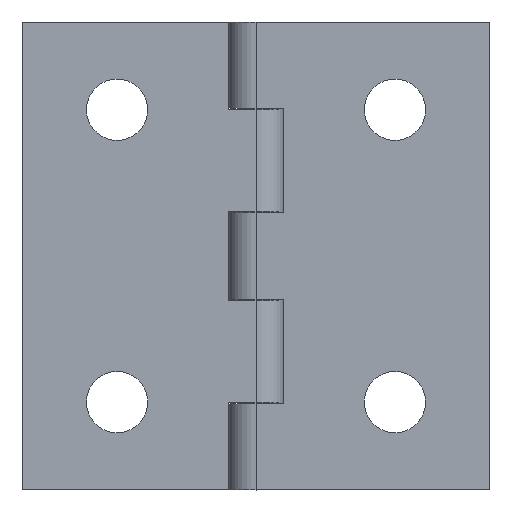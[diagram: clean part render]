
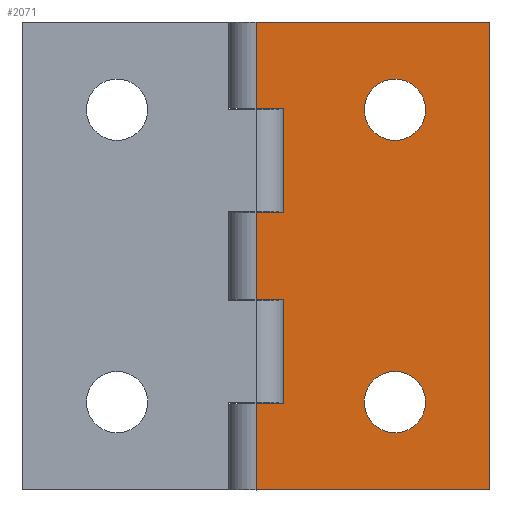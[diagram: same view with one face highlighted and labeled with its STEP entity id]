
A CAD part, top view. The second image highlights one B-rep face of the part: STEP entity #2071.
In plain terms, the highlighted planar face has unit normal (0, 0, 1).
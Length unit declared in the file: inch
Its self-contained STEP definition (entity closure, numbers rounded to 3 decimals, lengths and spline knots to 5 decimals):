
#220 = EDGE_CURVE ( 'NONE', #1536, #1578, #442, .T. ) ;
#231 = EDGE_CURVE ( 'NONE', #1534, #1570, #447, .T. ) ;
#233 = EDGE_CURVE ( 'NONE', #1530, #1563, #449, .T. ) ;
#246 = EDGE_CURVE ( 'NONE', #1581, #2015, #818, .T. ) ;
#247 = EDGE_CURVE ( 'NONE', #2015, #2011, #822, .T. ) ;
#248 = EDGE_CURVE ( 'NONE', #2011, #1572, #827, .T. ) ;
#249 = EDGE_CURVE ( 'NONE', #1571, #2008, #826, .T. ) ;
#250 = EDGE_CURVE ( 'NONE', #2008, #2010, #834, .T. ) ;
#251 = EDGE_CURVE ( 'NONE', #1578, #2010, #844, .T. ) ;
#252 = EDGE_CURVE ( 'NONE', #1536, #2004, #847, .T. ) ;
#253 = EDGE_CURVE ( 'NONE', #2004, #2009, #833, .T. ) ;
#254 = EDGE_CURVE ( 'NONE', #2009, #1995, #842, .T. ) ;
#255 = EDGE_CURVE ( 'NONE', #1570, #1534, #838, .T. ) ;
#256 = EDGE_CURVE ( 'NONE', #1563, #1530, #836, .T. ) ;
#282 = AXIS2_PLACEMENT_3D ( 'NONE', #2060, #2065, #853 ) ;
#283 = AXIS2_PLACEMENT_3D ( 'NONE', #851, #850, #849 ) ;
#287 = AXIS2_PLACEMENT_3D ( 'NONE', #869, #870, #871 ) ;
#288 = AXIS2_PLACEMENT_3D ( 'NONE', #872, #873, #874 ) ;
#398 = VECTOR ( 'NONE', #1515, 39.37008 ) ;
#442 = LINE ( 'NONE', #1518, #398 ) ;
#447 = CIRCLE ( 'NONE', #282, 0.0655 ) ;
#449 = CIRCLE ( 'NONE', #283, 0.0655 ) ;
#628 = EDGE_CURVE ( 'NONE', #1581, #1995, #1237, .T. ) ;
#636 = EDGE_CURVE ( 'NONE', #1571, #1572, #1249, .T. ) ;
#678 = CARTESIAN_POINT ( 'NONE',  ( 0., -0.093, 0.05906 ) ) ;
#686 = CARTESIAN_POINT ( 'NONE',  ( 0.05906, -0.316, 0.05906 ) ) ;
#690 = CARTESIAN_POINT ( 'NONE',  ( 0.5, 0.5, 0.05906 ) ) ;
#691 = CARTESIAN_POINT ( 'NONE',  ( 0.05906, -0.093, 0.05906 ) ) ;
#692 = CARTESIAN_POINT ( 'NONE',  ( 0.5, -0.5, 0.05906 ) ) ;
#693 = CARTESIAN_POINT ( 'NONE',  ( 0.05906, 0.316, 0.05906 ) ) ;
#697 = CARTESIAN_POINT ( 'NONE',  ( 0.05906, 0.093, 0.05906 ) ) ;
#730 = DIRECTION ( 'NONE',  ( 0., -1., 0. ) ) ;
#731 = CARTESIAN_POINT ( 'NONE',  ( 0., 0.5, 0.05906 ) ) ;
#752 = CARTESIAN_POINT ( 'NONE',  ( 0.36238, -0.3125, 0.05906 ) ) ;
#760 = CARTESIAN_POINT ( 'NONE',  ( 0.36238, 0.3125, 0.05906 ) ) ;
#762 = CARTESIAN_POINT ( 'NONE',  ( 0., -0.316, 0.05906 ) ) ;
#764 = CARTESIAN_POINT ( 'NONE',  ( 0., 0.5, 0.05906 ) ) ;
#767 = CARTESIAN_POINT ( 'NONE',  ( 0.23137, -0.3125, 0.05906 ) ) ;
#769 = CARTESIAN_POINT ( 'NONE',  ( 0.23137, 0.3125, 0.05906 ) ) ;
#770 = CARTESIAN_POINT ( 'NONE',  ( 0., 0.316, 0.05906 ) ) ;
#774 = CARTESIAN_POINT ( 'NONE',  ( 0., -0.5, 0.05906 ) ) ;
#777 = CARTESIAN_POINT ( 'NONE',  ( 0., 0.093, 0.05906 ) ) ;
#818 = LINE ( 'NONE', #1900, #829 ) ;
#822 = LINE ( 'NONE', #1141, #831 ) ;
#826 = LINE ( 'NONE', #854, #845 ) ;
#827 = LINE ( 'NONE', #1445, #830 ) ;
#829 = VECTOR ( 'NONE', #1140, 39.37008 ) ;
#830 = VECTOR ( 'NONE', #857, 39.37008 ) ;
#831 = VECTOR ( 'NONE', #856, 39.37008 ) ;
#833 = LINE ( 'NONE', #855, #837 ) ;
#834 = LINE ( 'NONE', #860, #846 ) ;
#836 = CIRCLE ( 'NONE', #288, 0.0655 ) ;
#837 = VECTOR ( 'NONE', #866, 39.37008 ) ;
#838 = CIRCLE ( 'NONE', #287, 0.0655 ) ;
#839 = VECTOR ( 'NONE', #867, 39.37008 ) ;
#840 = VECTOR ( 'NONE', #865, 39.37008 ) ;
#841 = VECTOR ( 'NONE', #863, 39.37008 ) ;
#842 = LINE ( 'NONE', #858, #839 ) ;
#844 = LINE ( 'NONE', #862, #841 ) ;
#845 = VECTOR ( 'NONE', #859, 39.37008 ) ;
#846 = VECTOR ( 'NONE', #861, 39.37008 ) ;
#847 = LINE ( 'NONE', #864, #840 ) ;
#849 = DIRECTION ( 'NONE',  ( -1., 0., 0. ) ) ;
#850 = DIRECTION ( 'NONE',  ( 0., 0., -1. ) ) ;
#851 = CARTESIAN_POINT ( 'NONE',  ( 0.29688, -0.3125, 0.05906 ) ) ;
#853 = DIRECTION ( 'NONE',  ( -1., 0., 0. ) ) ;
#854 = CARTESIAN_POINT ( 'NONE',  ( 0.5, 0.5, 0.05906 ) ) ;
#855 = CARTESIAN_POINT ( 'NONE',  ( 0.05906, -0.093, 0.05906 ) ) ;
#856 = DIRECTION ( 'NONE',  ( 0., 1., 0. ) ) ;
#857 = DIRECTION ( 'NONE',  ( -1., 0., 0. ) ) ;
#858 = CARTESIAN_POINT ( 'NONE',  ( -0.05906, -0.093, 0.05906 ) ) ;
#859 = DIRECTION ( 'NONE',  ( 1., 0., 0. ) ) ;
#860 = CARTESIAN_POINT ( 'NONE',  ( 0.5, 0.5, 0.05906 ) ) ;
#861 = DIRECTION ( 'NONE',  ( 0., -1., 0. ) ) ;
#862 = CARTESIAN_POINT ( 'NONE',  ( 0.5, -0.5, 0.05906 ) ) ;
#863 = DIRECTION ( 'NONE',  ( 1., 0., 0. ) ) ;
#864 = CARTESIAN_POINT ( 'NONE',  ( 0.05906, -0.316, 0.05906 ) ) ;
#865 = DIRECTION ( 'NONE',  ( 1., 0., 0. ) ) ;
#866 = DIRECTION ( 'NONE',  ( 0., 1., 0. ) ) ;
#867 = DIRECTION ( 'NONE',  ( -1., 0., 0. ) ) ;
#869 = CARTESIAN_POINT ( 'NONE',  ( 0.29688, 0.3125, 0.05906 ) ) ;
#870 = DIRECTION ( 'NONE',  ( 0., 0., -1. ) ) ;
#871 = DIRECTION ( 'NONE',  ( -1., 0., 0. ) ) ;
#872 = CARTESIAN_POINT ( 'NONE',  ( 0.29688, -0.3125, 0.05906 ) ) ;
#873 = DIRECTION ( 'NONE',  ( 0., 0., -1. ) ) ;
#874 = DIRECTION ( 'NONE',  ( -1., 0., 0. ) ) ;
#1051 = AXIS2_PLACEMENT_3D ( 'NONE', #1355, #1351, #1359 ) ;
#1140 = DIRECTION ( 'NONE',  ( 1., 0., 0. ) ) ;
#1141 = CARTESIAN_POINT ( 'NONE',  ( 0.05906, 0.316, 0.05906 ) ) ;
#1237 = LINE ( 'NONE', #1426, #1239 ) ;
#1239 = VECTOR ( 'NONE', #1435, 39.37008 ) ;
#1249 = LINE ( 'NONE', #731, #1251 ) ;
#1251 = VECTOR ( 'NONE', #730, 39.37008 ) ;
#1351 = DIRECTION ( 'NONE',  ( 0., 0., -1. ) ) ;
#1355 = CARTESIAN_POINT ( 'NONE',  ( 0.5, 0.5, 0.05906 ) ) ;
#1357 = PLANE ( 'NONE',  #1051 ) ;
#1359 = DIRECTION ( 'NONE',  ( -1., 0., 0. ) ) ;
#1426 = CARTESIAN_POINT ( 'NONE',  ( 0., 0.5, 0.05906 ) ) ;
#1435 = DIRECTION ( 'NONE',  ( 0., -1., 0. ) ) ;
#1445 = CARTESIAN_POINT ( 'NONE',  ( -0.05906, 0.316, 0.05906 ) ) ;
#1515 = DIRECTION ( 'NONE',  ( 0., -1., 0. ) ) ;
#1518 = CARTESIAN_POINT ( 'NONE',  ( 0., 0.5, 0.05906 ) ) ;
#1530 = VERTEX_POINT ( 'NONE', #752 ) ;
#1534 = VERTEX_POINT ( 'NONE', #760 ) ;
#1536 = VERTEX_POINT ( 'NONE', #762 ) ;
#1563 = VERTEX_POINT ( 'NONE', #767 ) ;
#1570 = VERTEX_POINT ( 'NONE', #769 ) ;
#1571 = VERTEX_POINT ( 'NONE', #764 ) ;
#1572 = VERTEX_POINT ( 'NONE', #770 ) ;
#1578 = VERTEX_POINT ( 'NONE', #774 ) ;
#1581 = VERTEX_POINT ( 'NONE', #777 ) ;
#1589 = ORIENTED_EDGE ( 'NONE', *, *, #253, .F. ) ;
#1641 = ORIENTED_EDGE ( 'NONE', *, *, #256, .T. ) ;
#1642 = ORIENTED_EDGE ( 'NONE', *, *, #233, .T. ) ;
#1643 = ORIENTED_EDGE ( 'NONE', *, *, #255, .T. ) ;
#1644 = ORIENTED_EDGE ( 'NONE', *, *, #231, .T. ) ;
#1645 = ORIENTED_EDGE ( 'NONE', *, *, #628, .T. ) ;
#1646 = ORIENTED_EDGE ( 'NONE', *, *, #254, .F. ) ;
#1686 = EDGE_LOOP ( 'NONE', ( #1645, #1646, #1589, #1699, #1700, #1701, #1702, #1703, #1704, #1705, #1706, #1707 ) ) ;
#1689 = EDGE_LOOP ( 'NONE', ( #1643, #1644 ) ) ;
#1690 = EDGE_LOOP ( 'NONE', ( #1641, #1642 ) ) ;
#1699 = ORIENTED_EDGE ( 'NONE', *, *, #252, .F. ) ;
#1700 = ORIENTED_EDGE ( 'NONE', *, *, #220, .T. ) ;
#1701 = ORIENTED_EDGE ( 'NONE', *, *, #251, .T. ) ;
#1702 = ORIENTED_EDGE ( 'NONE', *, *, #250, .F. ) ;
#1703 = ORIENTED_EDGE ( 'NONE', *, *, #249, .F. ) ;
#1704 = ORIENTED_EDGE ( 'NONE', *, *, #636, .T. ) ;
#1705 = ORIENTED_EDGE ( 'NONE', *, *, #248, .F. ) ;
#1706 = ORIENTED_EDGE ( 'NONE', *, *, #247, .F. ) ;
#1707 = ORIENTED_EDGE ( 'NONE', *, *, #246, .F. ) ;
#1841 = FACE_BOUND ( 'NONE', #1690, .T. ) ;
#1847 = FACE_BOUND ( 'NONE', #1689, .T. ) ;
#1848 = FACE_OUTER_BOUND ( 'NONE', #1686, .T. ) ;
#1900 = CARTESIAN_POINT ( 'NONE',  ( 0.05906, 0.093, 0.05906 ) ) ;
#1995 = VERTEX_POINT ( 'NONE', #678 ) ;
#2004 = VERTEX_POINT ( 'NONE', #686 ) ;
#2008 = VERTEX_POINT ( 'NONE', #690 ) ;
#2009 = VERTEX_POINT ( 'NONE', #691 ) ;
#2010 = VERTEX_POINT ( 'NONE', #692 ) ;
#2011 = VERTEX_POINT ( 'NONE', #693 ) ;
#2015 = VERTEX_POINT ( 'NONE', #697 ) ;
#2060 = CARTESIAN_POINT ( 'NONE',  ( 0.29688, 0.3125, 0.05906 ) ) ;
#2065 = DIRECTION ( 'NONE',  ( 0., 0., -1. ) ) ;
#2071 = ADVANCED_FACE ( 'NONE', ( #1841, #1847, #1848 ), #1357, .F. ) ;
